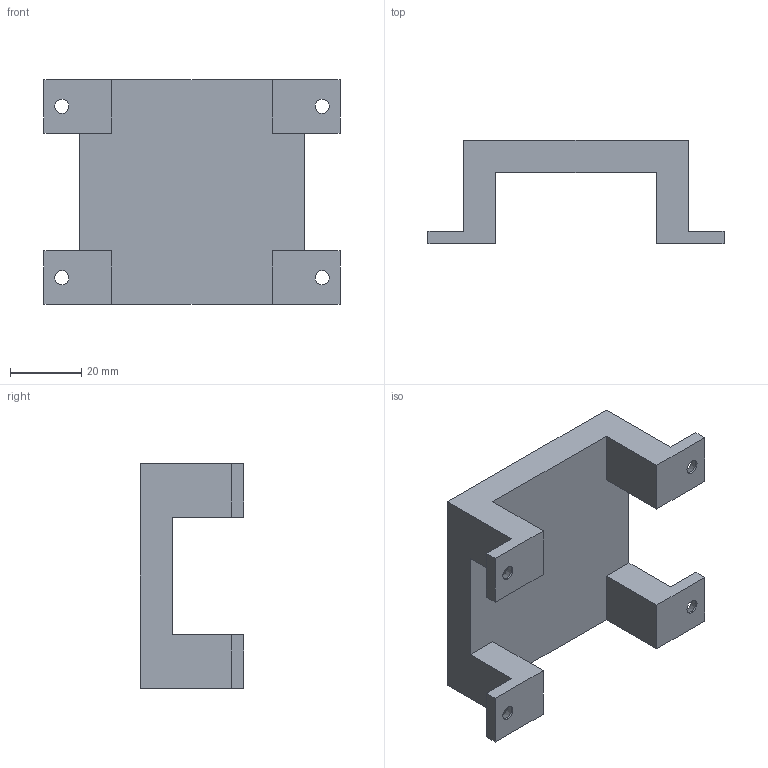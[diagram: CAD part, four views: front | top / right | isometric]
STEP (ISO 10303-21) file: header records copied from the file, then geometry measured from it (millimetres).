
FILE_DESCRIPTION(/* description */ (''),/* implementation_level */ '2;1');
FILE_NAME(/* name */ 'Base para las piezas V2.stp',/* time_stamp */ '2025-01-31T10:57:38-05:00',/* author */ ('sara_'),/* organization */ (''),/* preprocessor_version */ 'ST-DEVELOPER v19.2',/* originating_system */ 'Autodesk Inventor 2024',/* authorisation */ '');
FILE_SCHEMA (('AUTOMOTIVE_DESIGN { 1 0 10303 214 3 1 1 }'));
Length unit declared in the file: millimetre
Products named in the file (1): Base para las piezas V2
Bounding box: 83 x 29 x 63 mm (x, y, z)
Volume: 29475.5 mm3; surface area: 16885.4 mm2
Topology: 1 solids, 1 shells, 44 faces, 120 edges, 80 vertices
Faces by surface type: plane 36, cylinder 4, cone 4
Full cylindrical faces by diameter (mm): 4 x4
Entity records: 1439 total; most frequent: CARTESIAN_POINT 245, ORIENTED_EDGE 240, DIRECTION 226, EDGE_CURVE 120, LINE 104, VECTOR 104, VERTEX_POINT 80, AXIS2_PLACEMENT_3D 61
